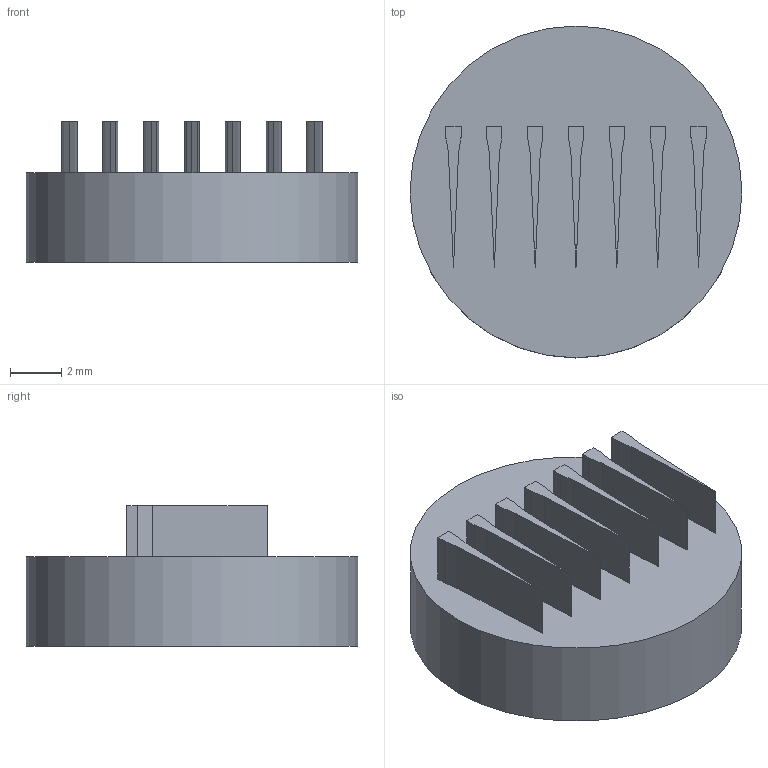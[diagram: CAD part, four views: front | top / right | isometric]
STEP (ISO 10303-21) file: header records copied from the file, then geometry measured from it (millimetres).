
FILE_DESCRIPTION(/* description */ (''),/* implementation_level */ '2;1');
FILE_NAME(/* name */ 'zfish-mold-stamp-D13.step',/* time_stamp */ '2025-09-11T09:51:44+03:00',/* author */ (''),/* organization */ (''),/* preprocessor_version */ 'ST-DEVELOPER v20.1',/* originating_system */ 'Autodesk Translation Framework v14.17.0.0',/* authorisation */ '');
FILE_SCHEMA (('AUTOMOTIVE_DESIGN { 1 0 10303 214 3 1 1 }'));
Length unit declared in the file: millimetre
Products named in the file (1): zMold_8teeth_D13mm_w_holder
Bounding box: 13 x 13 x 5.5 mm (x, y, z)
Volume: 327.6 mm3; surface area: 634 mm2
Topology: 1 solids, 1 shells, 61 faces, 153 edges, 102 vertices
Faces by surface type: plane 59, cylinder 2
Full cylindrical faces by diameter (mm): 10 x1, 13 x1
Entity records: 1831 total; most frequent: CARTESIAN_POINT 317, ORIENTED_EDGE 306, DIRECTION 281, EDGE_CURVE 153, LINE 149, VECTOR 149, VERTEX_POINT 102, EDGE_LOOP 69
